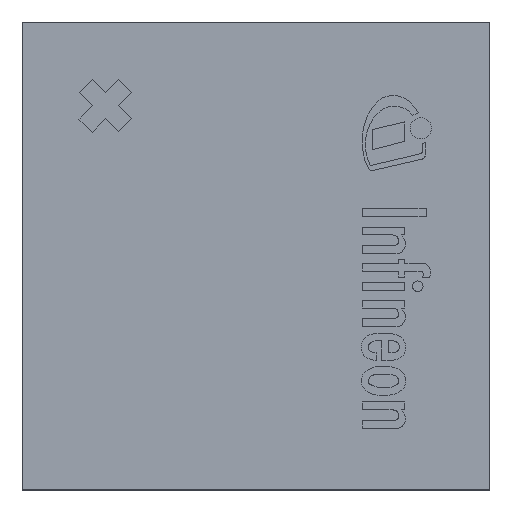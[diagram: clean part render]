
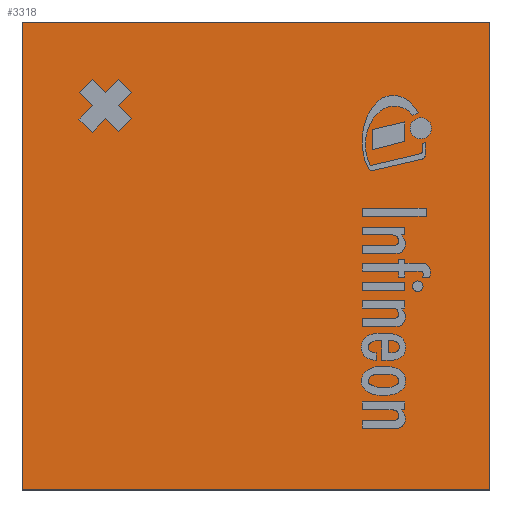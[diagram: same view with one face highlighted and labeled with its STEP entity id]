
A CAD part, top view. The second image highlights one B-rep face of the part: STEP entity #3318.
In plain terms, the highlighted planar face has unit normal (0, 0, 1).
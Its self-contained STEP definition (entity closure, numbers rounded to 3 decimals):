
#185=FACE_BOUND('',#618,.T.);
#356=FACE_OUTER_BOUND('',#617,.T.);
#617=EDGE_LOOP('',(#2375,#2376,#2377,#2378));
#618=EDGE_LOOP('',(#2379,#2380,#2381,#2382,#2383,#2384,#2385,#2386,#2387,
#2388,#2389,#2390));
#883=LINE('',#4910,#1215);
#887=LINE('',#4918,#1219);
#890=LINE('',#4924,#1222);
#893=LINE('',#4930,#1225);
#896=LINE('',#4936,#1228);
#899=LINE('',#4942,#1231);
#902=LINE('',#4948,#1234);
#905=LINE('',#4954,#1237);
#908=LINE('',#4960,#1240);
#911=LINE('',#4966,#1243);
#914=LINE('',#4972,#1246);
#917=LINE('',#4977,#1249);
#920=LINE('',#4984,#1252);
#922=LINE('',#4988,#1254);
#924=LINE('',#4992,#1256);
#926=LINE('',#4995,#1258);
#1215=VECTOR('',#3973,1.);
#1219=VECTOR('',#3979,1.);
#1222=VECTOR('',#3984,1.);
#1225=VECTOR('',#3989,1.);
#1228=VECTOR('',#3994,1.);
#1231=VECTOR('',#3999,1.);
#1234=VECTOR('',#4004,1.);
#1237=VECTOR('',#4009,1.);
#1240=VECTOR('',#4014,1.);
#1243=VECTOR('',#4019,1.);
#1246=VECTOR('',#4024,1.);
#1249=VECTOR('',#4029,1.);
#1252=VECTOR('',#4036,1.);
#1254=VECTOR('',#4040,1.);
#1256=VECTOR('',#4044,1.);
#1258=VECTOR('',#4048,1.);
#1539=VERTEX_POINT('',#4908);
#1540=VERTEX_POINT('',#4909);
#1543=VERTEX_POINT('',#4917);
#1545=VERTEX_POINT('',#4923);
#1547=VERTEX_POINT('',#4929);
#1549=VERTEX_POINT('',#4935);
#1551=VERTEX_POINT('',#4941);
#1553=VERTEX_POINT('',#4947);
#1555=VERTEX_POINT('',#4953);
#1557=VERTEX_POINT('',#4959);
#1559=VERTEX_POINT('',#4965);
#1561=VERTEX_POINT('',#4971);
#1563=VERTEX_POINT('',#4981);
#1564=VERTEX_POINT('',#4983);
#1565=VERTEX_POINT('',#4987);
#1566=VERTEX_POINT('',#4991);
#1849=EDGE_CURVE('',#1539,#1540,#883,.T.);
#1853=EDGE_CURVE('',#1543,#1539,#887,.T.);
#1856=EDGE_CURVE('',#1545,#1543,#890,.T.);
#1859=EDGE_CURVE('',#1547,#1545,#893,.T.);
#1862=EDGE_CURVE('',#1549,#1547,#896,.T.);
#1865=EDGE_CURVE('',#1551,#1549,#899,.T.);
#1868=EDGE_CURVE('',#1553,#1551,#902,.T.);
#1871=EDGE_CURVE('',#1555,#1553,#905,.T.);
#1874=EDGE_CURVE('',#1557,#1555,#908,.T.);
#1877=EDGE_CURVE('',#1559,#1557,#911,.T.);
#1880=EDGE_CURVE('',#1561,#1559,#914,.T.);
#1883=EDGE_CURVE('',#1540,#1561,#917,.T.);
#1886=EDGE_CURVE('',#1564,#1563,#920,.T.);
#1888=EDGE_CURVE('',#1565,#1564,#922,.T.);
#1890=EDGE_CURVE('',#1566,#1565,#924,.T.);
#1892=EDGE_CURVE('',#1563,#1566,#926,.T.);
#2375=ORIENTED_EDGE('',*,*,#1892,.T.);
#2376=ORIENTED_EDGE('',*,*,#1890,.T.);
#2377=ORIENTED_EDGE('',*,*,#1888,.T.);
#2378=ORIENTED_EDGE('',*,*,#1886,.T.);
#2379=ORIENTED_EDGE('',*,*,#1849,.T.);
#2380=ORIENTED_EDGE('',*,*,#1883,.T.);
#2381=ORIENTED_EDGE('',*,*,#1880,.T.);
#2382=ORIENTED_EDGE('',*,*,#1877,.T.);
#2383=ORIENTED_EDGE('',*,*,#1874,.T.);
#2384=ORIENTED_EDGE('',*,*,#1871,.T.);
#2385=ORIENTED_EDGE('',*,*,#1868,.T.);
#2386=ORIENTED_EDGE('',*,*,#1865,.T.);
#2387=ORIENTED_EDGE('',*,*,#1862,.T.);
#2388=ORIENTED_EDGE('',*,*,#1859,.T.);
#2389=ORIENTED_EDGE('',*,*,#1856,.T.);
#2390=ORIENTED_EDGE('',*,*,#1853,.T.);
#3129=PLANE('',#3647);
#3318=ADVANCED_FACE('',(#356,#185),#3129,.T.);
#3647=AXIS2_PLACEMENT_3D('',#4996,#4049,#4050);
#3973=DIRECTION('',(-0.707,-0.707,0.));
#3979=DIRECTION('',(-0.707,0.707,0.));
#3984=DIRECTION('',(-0.707,-0.707,0.));
#3989=DIRECTION('',(0.707,-0.707,0.));
#3994=DIRECTION('',(-0.707,-0.707,0.));
#3999=DIRECTION('',(0.707,-0.707,0.));
#4004=DIRECTION('',(0.707,0.707,0.));
#4009=DIRECTION('',(0.707,-0.707,0.));
#4014=DIRECTION('',(0.707,0.707,0.));
#4019=DIRECTION('',(-0.707,0.707,0.));
#4024=DIRECTION('',(0.707,0.707,0.));
#4029=DIRECTION('',(-0.707,0.707,0.));
#4036=DIRECTION('',(1.,0.,0.));
#4040=DIRECTION('',(0.,-1.,0.));
#4044=DIRECTION('',(-1.,0.,0.));
#4048=DIRECTION('',(0.,1.,0.));
#4049=DIRECTION('center_axis',(0.,0.,1.));
#4050=DIRECTION('ref_axis',(0.,-1.,0.));
#4908=CARTESIAN_POINT('',(-0.9,0.822,0.7));
#4909=CARTESIAN_POINT('',(-0.981,0.741,0.7));
#4910=CARTESIAN_POINT('',(-0.88,0.841,0.7));
#4917=CARTESIAN_POINT('',(-0.821,0.742,0.7));
#4918=CARTESIAN_POINT('',(-0.43,0.351,0.7));
#4923=CARTESIAN_POINT('',(-0.742,0.821,0.7));
#4924=CARTESIAN_POINT('',(-0.762,0.801,0.7));
#4929=CARTESIAN_POINT('',(-0.822,0.9,0.7));
#4930=CARTESIAN_POINT('',(-0.391,0.47,0.7));
#4935=CARTESIAN_POINT('',(-0.742,0.979,0.7));
#4936=CARTESIAN_POINT('',(-0.802,0.92,0.7));
#4941=CARTESIAN_POINT('',(-0.821,1.058,0.7));
#4942=CARTESIAN_POINT('',(-0.351,0.588,0.7));
#4947=CARTESIAN_POINT('',(-0.9,0.979,0.7));
#4948=CARTESIAN_POINT('',(-0.92,0.959,0.7));
#4953=CARTESIAN_POINT('',(-0.979,1.058,0.7));
#4954=CARTESIAN_POINT('',(-0.47,0.549,0.7));
#4959=CARTESIAN_POINT('',(-1.058,0.979,0.7));
#4960=CARTESIAN_POINT('',(-1.038,0.999,0.7));
#4965=CARTESIAN_POINT('',(-0.979,0.9,0.7));
#4966=CARTESIAN_POINT('',(-0.509,0.43,0.7));
#4971=CARTESIAN_POINT('',(-1.059,0.819,0.7));
#4972=CARTESIAN_POINT('',(-0.999,0.879,0.7));
#4977=CARTESIAN_POINT('',(-0.551,0.31,0.7));
#4981=CARTESIAN_POINT('',(1.4,-1.4,0.7));
#4983=CARTESIAN_POINT('',(-1.4,-1.4,0.7));
#4984=CARTESIAN_POINT('',(1.4,-1.4,0.7));
#4987=CARTESIAN_POINT('',(-1.4,1.4,0.7));
#4988=CARTESIAN_POINT('',(-1.4,-1.4,0.7));
#4991=CARTESIAN_POINT('',(1.4,1.4,0.7));
#4992=CARTESIAN_POINT('',(-1.4,1.4,0.7));
#4995=CARTESIAN_POINT('',(1.4,1.4,0.7));
#4996=CARTESIAN_POINT('Origin',(0.,0.,0.7));
